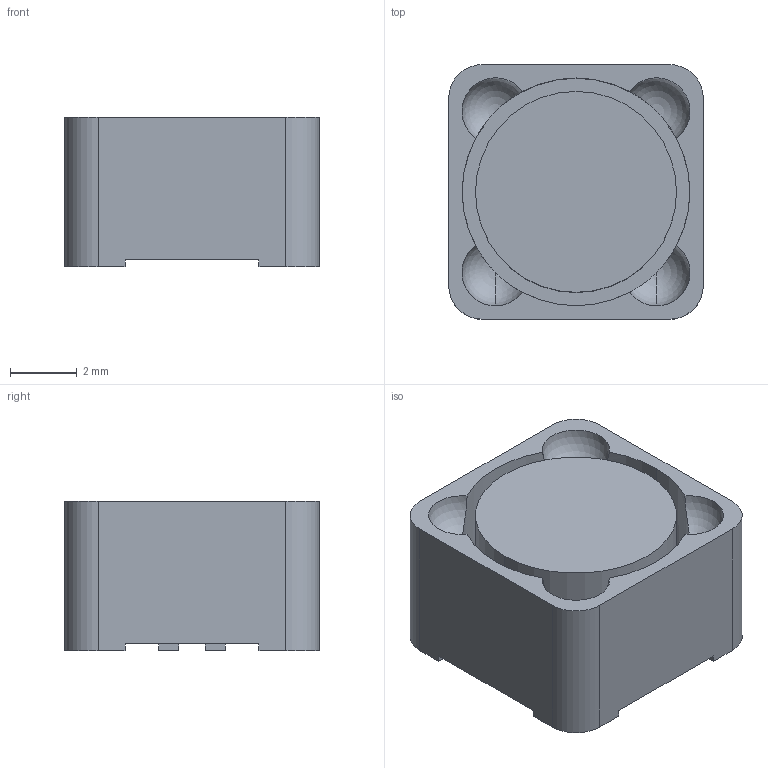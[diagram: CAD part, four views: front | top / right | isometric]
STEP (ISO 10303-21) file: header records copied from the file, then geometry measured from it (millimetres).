
FILE_DESCRIPTION((''),'2;1');
FILE_NAME('IND_COOPER_DRQ74.stp','2010-01-28T09:27:54',(''),(''),'Mechanical Desktop 2010','Mechanical Desktop 2010',', , ');
FILE_SCHEMA(('AUTOMOTIVE_DESIGN { 1 2 10303 214 1 1 1 1 }'));
Length unit declared in the file: millimetre
Products named in the file (1): Product
Bounding box: 7.6 x 7.6 x 4.45 mm (x, y, z)
Volume: 207.3 mm3; surface area: 464 mm2
Topology: 6 solids, 6 shells, 63 faces, 158 edges, 102 vertices
Faces by surface type: plane 49, cylinder 8, sphere 6
Entity records: 1965 total; most frequent: CARTESIAN_POINT 422, ORIENTED_EDGE 304, DIRECTION 300, EDGE_CURVE 152, VECTOR 116, LINE 116, VERTEX_POINT 102, AXIS2_PLACEMENT_3D 92
